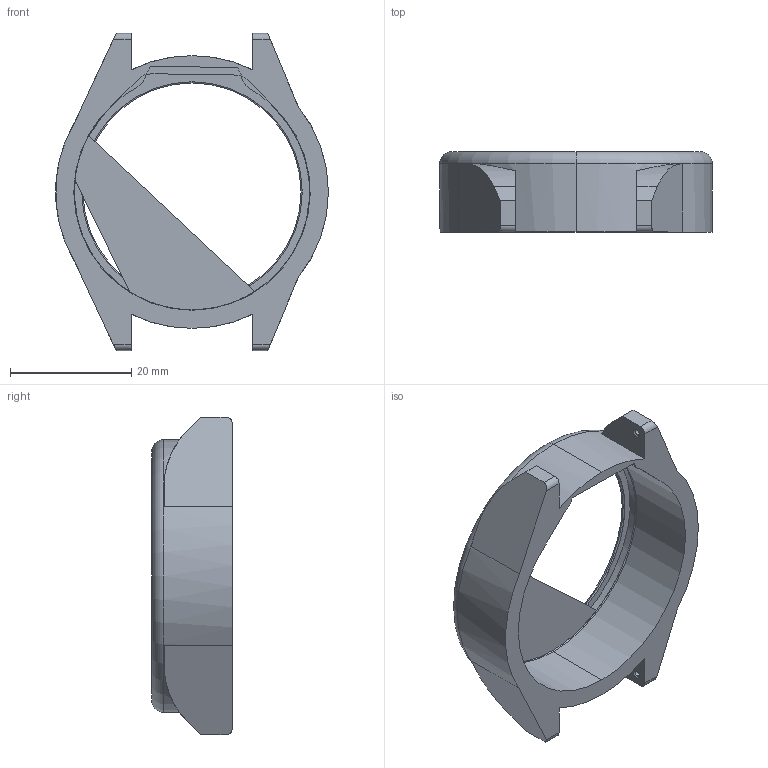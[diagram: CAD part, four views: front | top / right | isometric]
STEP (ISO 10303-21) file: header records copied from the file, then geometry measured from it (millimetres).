
FILE_DESCRIPTION (( 'STEP AP203' ), '1' );
FILE_NAME ('Watch Top.STEP', '2025-08-05T00:37:29', ( '' ), ( '' ), 'SwSTEP 2.0', 'SolidWorks 2025', '' );
FILE_SCHEMA (( 'CONFIG_CONTROL_DESIGN' ));
Length unit declared in the file: millimetre
Products named in the file (1): Watch Top
Bounding box: 45 x 13.28 x 52.31 mm (x, y, z)
Volume: 6163.1 mm3; surface area: 5191.5 mm2
Topology: 1 solids, 1 shells, 91 faces, 233 edges, 149 vertices
Faces by surface type: plane 39, cylinder 38, cone 10, torus 4
Entity records: 2870 total; most frequent: CARTESIAN_POINT 532, DIRECTION 495, ORIENTED_EDGE 466, EDGE_CURVE 233, AXIS2_PLACEMENT_3D 184, VERTEX_POINT 149, VECTOR 127, LINE 127
